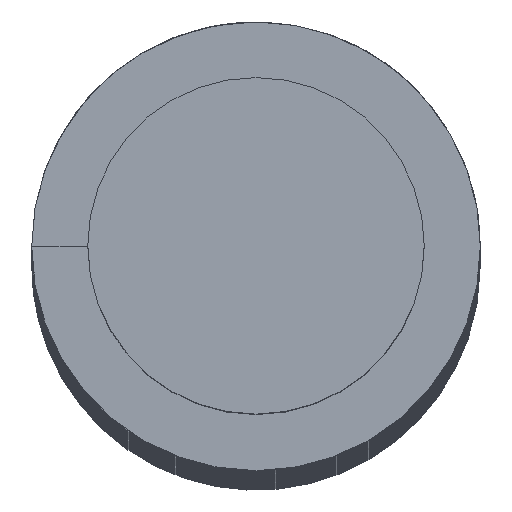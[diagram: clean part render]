
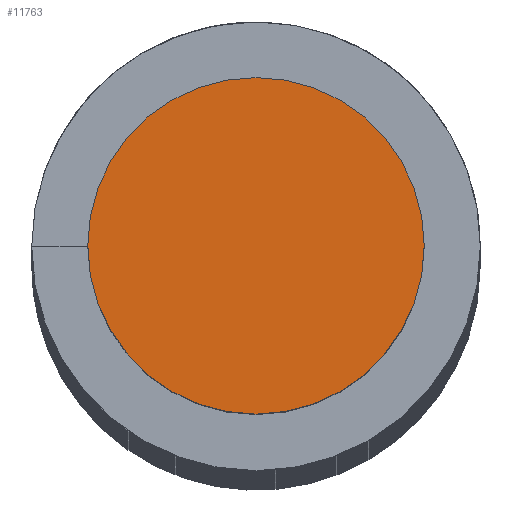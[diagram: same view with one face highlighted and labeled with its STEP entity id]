
A CAD part, top view. The second image highlights one B-rep face of the part: STEP entity #11763.
In plain terms, the highlighted planar face has unit normal (0, 0, 1).
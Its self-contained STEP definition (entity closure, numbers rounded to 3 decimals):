
#1271 = DIRECTION ( 'NONE',  ( 0., 0., 1. ) ) ;
#1282 = AXIS2_PLACEMENT_3D ( 'NONE', #22230, #6644, #18651 ) ;
#1556 = AXIS2_PLACEMENT_3D ( 'NONE', #4504, #1271, #18381 ) ;
#1932 = CARTESIAN_POINT ( 'NONE',  ( -6., 0., 410. ) ) ;
#3573 = EDGE_LOOP ( 'NONE', ( #7149, #4852 ) ) ;
#4504 = CARTESIAN_POINT ( 'NONE',  ( 0., 0., 410. ) ) ;
#4852 = ORIENTED_EDGE ( 'NONE', *, *, #12831, .T. ) ;
#5359 = EDGE_CURVE ( 'NONE', #21287, #7399, #9014, .T. ) ;
#6644 = DIRECTION ( 'NONE',  ( 0., 0., 1. ) ) ;
#7149 = ORIENTED_EDGE ( 'NONE', *, *, #5359, .T. ) ;
#7399 = VERTEX_POINT ( 'NONE', #15001 ) ;
#9014 = CIRCLE ( 'NONE', #18511, 6. ) ;
#10378 = CARTESIAN_POINT ( 'NONE',  ( 0., 0., 410. ) ) ;
#11763 = ADVANCED_FACE ( 'NONE', ( #19150 ), #14796, .T. ) ;
#12831 = EDGE_CURVE ( 'NONE', #7399, #21287, #16502, .T. ) ;
#14796 = PLANE ( 'NONE',  #1556 ) ;
#15001 = CARTESIAN_POINT ( 'NONE',  ( 6., 0., 410. ) ) ;
#16502 = CIRCLE ( 'NONE', #1282, 6. ) ;
#18381 = DIRECTION ( 'NONE',  ( 1., 0., 0. ) ) ;
#18511 = AXIS2_PLACEMENT_3D ( 'NONE', #10378, #20436, #22084 ) ;
#18651 = DIRECTION ( 'NONE',  ( 1., 0., 0. ) ) ;
#19150 = FACE_OUTER_BOUND ( 'NONE', #3573, .T. ) ;
#20436 = DIRECTION ( 'NONE',  ( 0., 0., 1. ) ) ;
#21287 = VERTEX_POINT ( 'NONE', #1932 ) ;
#22084 = DIRECTION ( 'NONE',  ( 1., 0., 0. ) ) ;
#22230 = CARTESIAN_POINT ( 'NONE',  ( 0., 0., 410. ) ) ;
